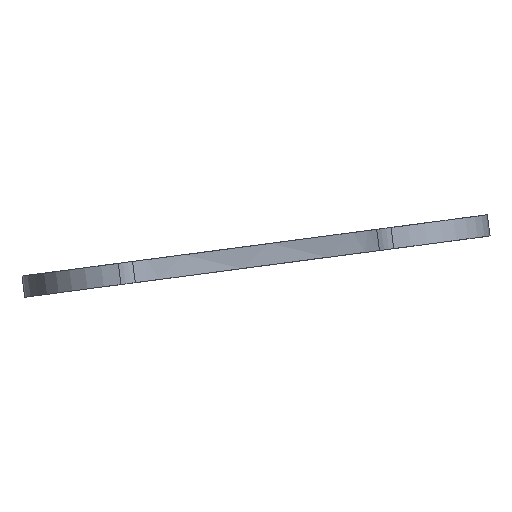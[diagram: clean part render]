
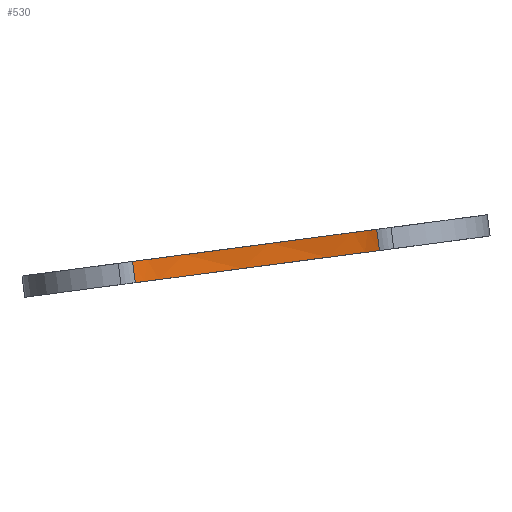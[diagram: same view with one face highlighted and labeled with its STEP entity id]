
A CAD part, front view. The second image highlights one B-rep face of the part: STEP entity #530.
In plain terms, the highlighted free-form (B-spline) face has degree [2, 1] with [3, 2] control points.
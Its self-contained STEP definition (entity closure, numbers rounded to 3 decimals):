
#29=(
BOUNDED_CURVE()
B_SPLINE_CURVE(2,(#837,#838,#839),.UNSPECIFIED.,.F.,.F.)
B_SPLINE_CURVE_WITH_KNOTS((3,3),(0.172,2.242),
 .UNSPECIFIED.)
CURVE()
GEOMETRIC_REPRESENTATION_ITEM()
RATIONAL_B_SPLINE_CURVE((0.891,0.286,0.891))
REPRESENTATION_ITEM('')
);
#30=(
BOUNDED_CURVE()
B_SPLINE_CURVE(2,(#845,#846,#847),.UNSPECIFIED.,.F.,.F.)
B_SPLINE_CURVE_WITH_KNOTS((3,3),(-2.242,-0.172),
 .UNSPECIFIED.)
CURVE()
GEOMETRIC_REPRESENTATION_ITEM()
RATIONAL_B_SPLINE_CURVE((0.891,0.286,0.891))
REPRESENTATION_ITEM('')
);
#33=(
BOUNDED_SURFACE()
B_SPLINE_SURFACE(2,1,((#830,#831),(#832,#833),(#834,#835)),
 .UNSPECIFIED.,.F.,.F.,.F.)
B_SPLINE_SURFACE_WITH_KNOTS((3,3),(2,2),(-2.414,0.),(0.,0.2),
 .UNSPECIFIED.)
GEOMETRIC_REPRESENTATION_ITEM()
RATIONAL_B_SPLINE_SURFACE(((1.,1.),(0.176,0.176),
(1.,1.)))
REPRESENTATION_ITEM('')
SURFACE()
);
#38=B_SPLINE_CURVE_WITH_KNOTS('',3,(#826,#827,#828,#829),.UNSPECIFIED.,
 .F.,.F.,(4,4),(0.,0.2),.UNSPECIFIED.);
#39=B_SPLINE_CURVE_WITH_KNOTS('',3,(#841,#842,#843,#844),.UNSPECIFIED.,
 .F.,.F.,(4,4),(-0.2,0.),.UNSPECIFIED.);
#72=FACE_OUTER_BOUND('',#100,.T.);
#100=EDGE_LOOP('',(#387,#388,#389,#390));
#237=VERTEX_POINT('',#810);
#240=VERTEX_POINT('',#821);
#241=VERTEX_POINT('',#836);
#242=VERTEX_POINT('',#840);
#300=EDGE_CURVE('',#240,#237,#38,.T.);
#301=EDGE_CURVE('',#241,#240,#29,.T.);
#302=EDGE_CURVE('',#242,#241,#39,.T.);
#303=EDGE_CURVE('',#237,#242,#30,.T.);
#387=ORIENTED_EDGE('',*,*,#300,.F.);
#388=ORIENTED_EDGE('',*,*,#301,.F.);
#389=ORIENTED_EDGE('',*,*,#302,.F.);
#390=ORIENTED_EDGE('',*,*,#303,.F.);
#530=ADVANCED_FACE('',(#72),#33,.T.);
#810=CARTESIAN_POINT('',(-117.729,-76.981,65.09));
#821=CARTESIAN_POINT('',(-117.468,-76.981,63.107));
#826=CARTESIAN_POINT('Ctrl Pts',(-117.468,-76.981,63.107));
#827=CARTESIAN_POINT('Ctrl Pts',(-117.555,-76.981,63.768));
#828=CARTESIAN_POINT('Ctrl Pts',(-117.642,-76.981,64.429));
#829=CARTESIAN_POINT('Ctrl Pts',(-117.729,-76.981,65.09));
#830=CARTESIAN_POINT('Ctrl Pts',(-117.916,-77.21,63.048));
#831=CARTESIAN_POINT('Ctrl Pts',(-118.177,-77.21,65.031));
#832=CARTESIAN_POINT('Ctrl Pts',(-106.019,-68.46,64.615));
#833=CARTESIAN_POINT('Ctrl Pts',(-106.28,-68.46,66.598));
#834=CARTESIAN_POINT('Ctrl Pts',(-94.121,-77.21,66.181));
#835=CARTESIAN_POINT('Ctrl Pts',(-94.382,-77.21,68.164));
#836=CARTESIAN_POINT('',(-94.57,-76.981,66.122));
#837=CARTESIAN_POINT('Ctrl Pts',(-94.57,-76.981,66.122));
#838=CARTESIAN_POINT('Ctrl Pts',(-106.019,-72.521,64.615));
#839=CARTESIAN_POINT('Ctrl Pts',(-117.468,-76.981,63.107));
#840=CARTESIAN_POINT('',(-94.831,-76.981,68.105));
#841=CARTESIAN_POINT('Ctrl Pts',(-94.831,-76.981,68.105));
#842=CARTESIAN_POINT('Ctrl Pts',(-94.744,-76.981,67.444));
#843=CARTESIAN_POINT('Ctrl Pts',(-94.657,-76.981,66.783));
#844=CARTESIAN_POINT('Ctrl Pts',(-94.57,-76.981,66.122));
#845=CARTESIAN_POINT('Ctrl Pts',(-117.729,-76.981,65.09));
#846=CARTESIAN_POINT('Ctrl Pts',(-106.28,-72.521,66.598));
#847=CARTESIAN_POINT('Ctrl Pts',(-94.831,-76.981,68.105));
